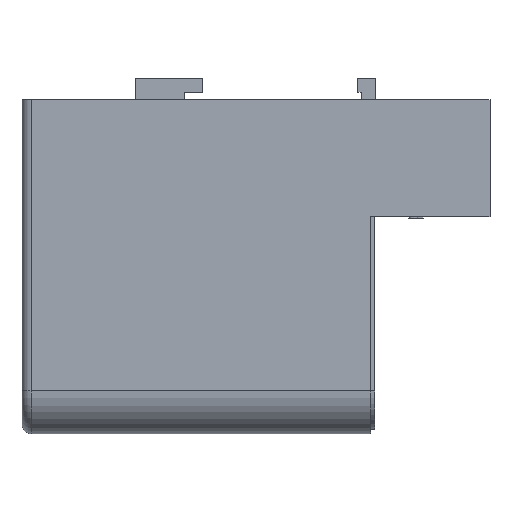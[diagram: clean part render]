
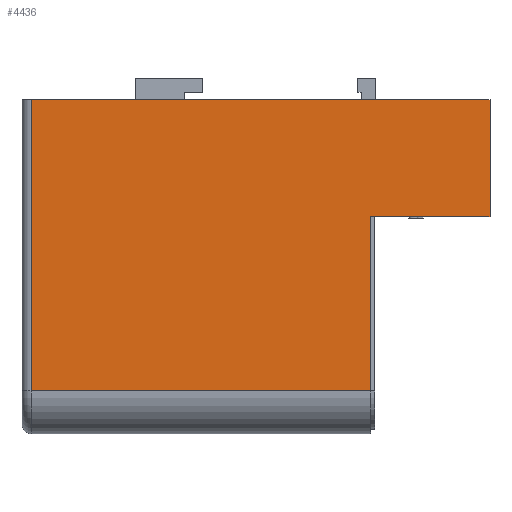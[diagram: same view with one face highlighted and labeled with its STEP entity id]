
A CAD part, left-side view. The second image highlights one B-rep face of the part: STEP entity #4436.
In plain terms, the highlighted planar face has unit normal (-1, 0, 0).
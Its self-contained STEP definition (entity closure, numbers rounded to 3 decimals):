
#87 = CARTESIAN_POINT ( 'NONE',  ( -38., -22.2, 0. ) ) ;
#106 = CARTESIAN_POINT ( 'NONE',  ( -38., -22.2, -24.5 ) ) ;
#449 = ORIENTED_EDGE ( 'NONE', *, *, #1309, .T. ) ;
#509 = DIRECTION ( 'NONE',  ( 0., -1., 0. ) ) ;
#1142 = DIRECTION ( 'NONE',  ( 0., 1., 0. ) ) ;
#1254 = CARTESIAN_POINT ( 'NONE',  ( -38., -47.2, 0. ) ) ;
#1265 = CARTESIAN_POINT ( 'NONE',  ( -38., -22.2, 0. ) ) ;
#1309 = EDGE_CURVE ( 'NONE', #5906, #4946, #4539, .T. ) ;
#1357 = EDGE_CURVE ( 'NONE', #9037, #4946, #2513, .T. ) ;
#1406 = FACE_OUTER_BOUND ( 'NONE', #2592, .T. ) ;
#2437 = DIRECTION ( 'NONE',  ( 0., 0., 1. ) ) ;
#2513 = LINE ( 'NONE', #7092, #7735 ) ;
#2592 = EDGE_LOOP ( 'NONE', ( #4960, #6341, #7757, #4670, #6290, #449 ) ) ;
#2612 = LINE ( 'NONE', #8621, #2647 ) ;
#2616 = CARTESIAN_POINT ( 'NONE',  ( -38., -22.2, -24.5 ) ) ;
#2647 = VECTOR ( 'NONE', #1142, 1000. ) ;
#2655 = VERTEX_POINT ( 'NONE', #3006 ) ;
#2683 = CARTESIAN_POINT ( 'NONE',  ( -38., -22.2, -61. ) ) ;
#2740 = DIRECTION ( 'NONE',  ( 0., 0., 1. ) ) ;
#2841 = VECTOR ( 'NONE', #509, 1000. ) ;
#2950 = VERTEX_POINT ( 'NONE', #106 ) ;
#3006 = CARTESIAN_POINT ( 'NONE',  ( -38., -47.2, -24.5 ) ) ;
#3177 = DIRECTION ( 'NONE',  ( 0., 0., 1. ) ) ;
#3563 = EDGE_CURVE ( 'NONE', #4358, #2950, #3970, .T. ) ;
#3914 = LINE ( 'NONE', #7558, #4240 ) ;
#3970 = LINE ( 'NONE', #87, #5230 ) ;
#4240 = VECTOR ( 'NONE', #3177, 1000. ) ;
#4358 = VERTEX_POINT ( 'NONE', #2683 ) ;
#4436 = ADVANCED_FACE ( 'NONE', ( #1406 ), #8791, .T. ) ;
#4539 = LINE ( 'NONE', #6759, #5226 ) ;
#4670 = ORIENTED_EDGE ( 'NONE', *, *, #9722, .T. ) ;
#4946 = VERTEX_POINT ( 'NONE', #6945 ) ;
#4960 = ORIENTED_EDGE ( 'NONE', *, *, #1357, .F. ) ;
#5196 = DIRECTION ( 'NONE',  ( -1., 0., 0. ) ) ;
#5226 = VECTOR ( 'NONE', #6855, 1000. ) ;
#5230 = VECTOR ( 'NONE', #2437, 1000. ) ;
#5715 = CARTESIAN_POINT ( 'NONE',  ( -38., 48.8, -61. ) ) ;
#5899 = AXIS2_PLACEMENT_3D ( 'NONE', #1265, #5196, #2740 ) ;
#5906 = VERTEX_POINT ( 'NONE', #1254 ) ;
#6120 = EDGE_CURVE ( 'NONE', #4358, #9037, #2612, .T. ) ;
#6290 = ORIENTED_EDGE ( 'NONE', *, *, #7992, .T. ) ;
#6341 = ORIENTED_EDGE ( 'NONE', *, *, #6120, .F. ) ;
#6469 = LINE ( 'NONE', #2616, #2841 ) ;
#6759 = CARTESIAN_POINT ( 'NONE',  ( -38., -22.2, 0. ) ) ;
#6855 = DIRECTION ( 'NONE',  ( 0., 1., 0. ) ) ;
#6945 = CARTESIAN_POINT ( 'NONE',  ( -38., 48.8, 0. ) ) ;
#7092 = CARTESIAN_POINT ( 'NONE',  ( -38., 48.8, 0. ) ) ;
#7558 = CARTESIAN_POINT ( 'NONE',  ( -38., -47.2, -24.5 ) ) ;
#7735 = VECTOR ( 'NONE', #9368, 1000. ) ;
#7757 = ORIENTED_EDGE ( 'NONE', *, *, #3563, .T. ) ;
#7992 = EDGE_CURVE ( 'NONE', #2655, #5906, #3914, .T. ) ;
#8621 = CARTESIAN_POINT ( 'NONE',  ( -38., -22.2, -61. ) ) ;
#8791 = PLANE ( 'NONE',  #5899 ) ;
#9037 = VERTEX_POINT ( 'NONE', #5715 ) ;
#9368 = DIRECTION ( 'NONE',  ( 0., 0., 1. ) ) ;
#9722 = EDGE_CURVE ( 'NONE', #2950, #2655, #6469, .T. ) ;
